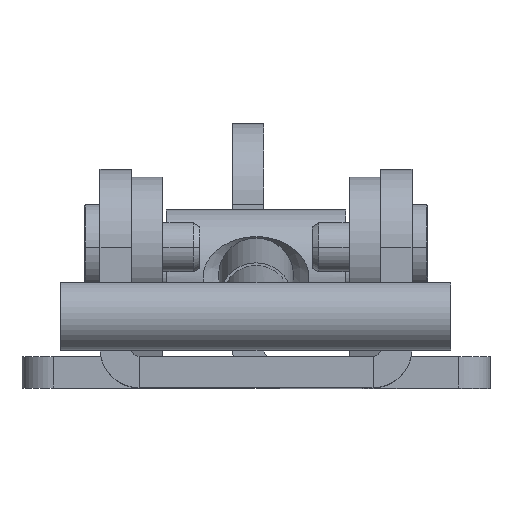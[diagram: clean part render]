
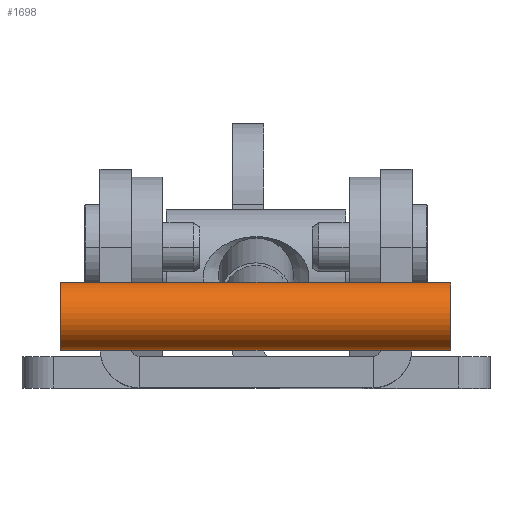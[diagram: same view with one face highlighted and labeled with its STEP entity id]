
A CAD part, top view. The second image highlights one B-rep face of the part: STEP entity #1698.
In plain terms, the highlighted cylindrical face has radius 2.18 mm (diameter 4.36 mm), a partial arc.
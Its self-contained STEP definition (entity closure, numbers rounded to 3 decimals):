
#51 = CARTESIAN_POINT ( 'NONE',  ( 2.18, 46.5, -12.5 ) ) ;
#64 = CIRCLE ( 'NONE', #2921, 2.18 ) ;
#173 = CARTESIAN_POINT ( 'NONE',  ( 2.18, 46.5, 0. ) ) ;
#193 = CARTESIAN_POINT ( 'NONE',  ( 2.18, 46.5, -12.5 ) ) ;
#398 = DIRECTION ( 'NONE',  ( 0., 0., 1. ) ) ;
#405 = LINE ( 'NONE', #2222, #1089 ) ;
#476 = CARTESIAN_POINT ( 'NONE',  ( -2.18, 46.5, -12.5 ) ) ;
#560 = EDGE_CURVE ( 'NONE', #2955, #1070, #64, .T. ) ;
#581 = CYLINDRICAL_SURFACE ( 'NONE', #2339, 2.18 ) ;
#667 = EDGE_CURVE ( 'NONE', #2955, #1729, #405, .T. ) ;
#788 = VECTOR ( 'NONE', #796, 1000. ) ;
#796 = DIRECTION ( 'NONE',  ( 0., 0., 1. ) ) ;
#831 = VECTOR ( 'NONE', #2197, 1000. ) ;
#880 = DIRECTION ( 'NONE',  ( 0., 0., 1. ) ) ;
#1070 = VERTEX_POINT ( 'NONE', #3831 ) ;
#1089 = VECTOR ( 'NONE', #2559, 1000. ) ;
#1130 = DIRECTION ( 'NONE',  ( 0., 0., 1. ) ) ;
#1332 = AXIS2_PLACEMENT_3D ( 'NONE', #1899, #4236, #2245 ) ;
#1348 = ORIENTED_EDGE ( 'NONE', *, *, #3485, .T. ) ;
#1466 = CARTESIAN_POINT ( 'NONE',  ( 2.18, 46.5, 12.5 ) ) ;
#1698 = ADVANCED_FACE ( 'NONE', ( #4250 ), #581, .T. ) ;
#1729 = VERTEX_POINT ( 'NONE', #173 ) ;
#1771 = EDGE_CURVE ( 'NONE', #1070, #3687, #3041, .T. ) ;
#1795 = ORIENTED_EDGE ( 'NONE', *, *, #560, .T. ) ;
#1852 = LINE ( 'NONE', #193, #831 ) ;
#1899 = CARTESIAN_POINT ( 'NONE',  ( 0., 46.5, 12.5 ) ) ;
#2126 = EDGE_CURVE ( 'NONE', #1729, #2422, #1852, .T. ) ;
#2169 = VECTOR ( 'NONE', #398, 1000. ) ;
#2197 = DIRECTION ( 'NONE',  ( 0., 0., 1. ) ) ;
#2222 = CARTESIAN_POINT ( 'NONE',  ( 2.18, 46.5, -12.5 ) ) ;
#2245 = DIRECTION ( 'NONE',  ( 1., 0., 0. ) ) ;
#2259 = CARTESIAN_POINT ( 'NONE',  ( -2.18, 46.5, 0. ) ) ;
#2294 = ORIENTED_EDGE ( 'NONE', *, *, #2126, .F. ) ;
#2339 = AXIS2_PLACEMENT_3D ( 'NONE', #3160, #1130, #3498 ) ;
#2401 = CIRCLE ( 'NONE', #1332, 2.18 ) ;
#2422 = VERTEX_POINT ( 'NONE', #1466 ) ;
#2473 = CARTESIAN_POINT ( 'NONE',  ( -2.18, 46.5, 12.5 ) ) ;
#2559 = DIRECTION ( 'NONE',  ( 0., 0., 1. ) ) ;
#2579 = DIRECTION ( 'NONE',  ( 1., 0., 0. ) ) ;
#2592 = CARTESIAN_POINT ( 'NONE',  ( 0., 46.5, -12.5 ) ) ;
#2717 = EDGE_CURVE ( 'NONE', #2422, #3374, #2401, .T. ) ;
#2921 = AXIS2_PLACEMENT_3D ( 'NONE', #2592, #880, #2579 ) ;
#2955 = VERTEX_POINT ( 'NONE', #51 ) ;
#3041 = LINE ( 'NONE', #3085, #2169 ) ;
#3085 = CARTESIAN_POINT ( 'NONE',  ( -2.18, 46.5, -12.5 ) ) ;
#3160 = CARTESIAN_POINT ( 'NONE',  ( 0., 46.5, -12.5 ) ) ;
#3211 = ORIENTED_EDGE ( 'NONE', *, *, #1771, .T. ) ;
#3363 = ORIENTED_EDGE ( 'NONE', *, *, #667, .F. ) ;
#3374 = VERTEX_POINT ( 'NONE', #2473 ) ;
#3482 = LINE ( 'NONE', #476, #788 ) ;
#3485 = EDGE_CURVE ( 'NONE', #3687, #3374, #3482, .T. ) ;
#3498 = DIRECTION ( 'NONE',  ( 1., 0., 0. ) ) ;
#3687 = VERTEX_POINT ( 'NONE', #2259 ) ;
#3831 = CARTESIAN_POINT ( 'NONE',  ( -2.18, 46.5, -12.5 ) ) ;
#4141 = ORIENTED_EDGE ( 'NONE', *, *, #2717, .F. ) ;
#4160 = EDGE_LOOP ( 'NONE', ( #1795, #3211, #1348, #4141, #2294, #3363 ) ) ;
#4236 = DIRECTION ( 'NONE',  ( 0., 0., 1. ) ) ;
#4250 = FACE_OUTER_BOUND ( 'NONE', #4160, .T. ) ;
